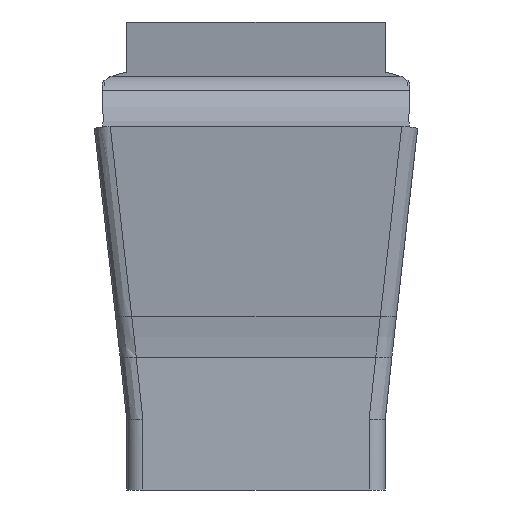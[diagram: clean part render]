
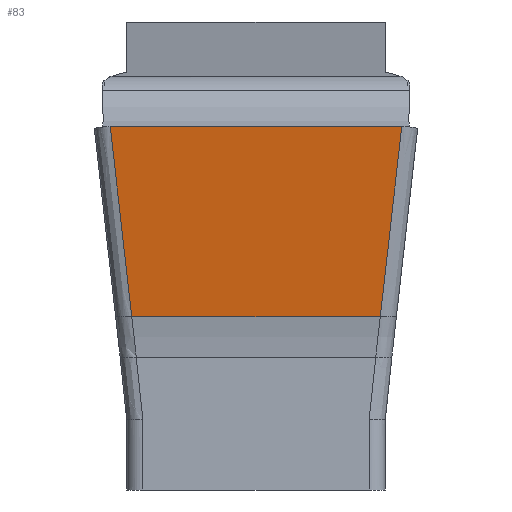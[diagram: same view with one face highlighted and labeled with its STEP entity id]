
A CAD part, front view. The second image highlights one B-rep face of the part: STEP entity #83.
In plain terms, the highlighted planar face has unit normal (0, -0.993, -0.122).
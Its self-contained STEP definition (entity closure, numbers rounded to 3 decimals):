
#83=ADVANCED_FACE('SIDE_FP_AN_SU1',(#149),#121,.T.);
#121=PLANE('',#900);
#149=FACE_OUTER_BOUND('',#195,.T.);
#195=EDGE_LOOP('',(#395,#396,#397,#398));
#262=B_SPLINE_CURVE_WITH_KNOTS('',3,(#1467,#1468,#1469,#1470),
 .UNSPECIFIED.,.F.,.F.,(4,4),(0.,1.),.UNSPECIFIED.);
#266=B_SPLINE_CURVE_WITH_KNOTS('',3,(#1528,#1529,#1530,#1531),
 .UNSPECIFIED.,.F.,.F.,(4,4),(0.,1.),.UNSPECIFIED.);
#395=ORIENTED_EDGE('',*,*,#701,.F.);
#396=ORIENTED_EDGE('',*,*,#700,.T.);
#397=ORIENTED_EDGE('',*,*,#702,.F.);
#398=ORIENTED_EDGE('',*,*,#696,.T.);
#599=VERTEX_POINT('',#1466);
#600=VERTEX_POINT('',#1471);
#601=VERTEX_POINT('',#1513);
#602=VERTEX_POINT('',#1527);
#696=EDGE_CURVE('',#600,#599,#262,.T.);
#700=EDGE_CURVE('',#601,#602,#266,.T.);
#701=EDGE_CURVE('',#601,#599,#777,.T.);
#702=EDGE_CURVE('',#600,#602,#778,.T.);
#777=LINE('',#1544,#825);
#778=LINE('',#1545,#826);
#825=VECTOR('',#1010,1.);
#826=VECTOR('',#1011,1.);
#900=AXIS2_PLACEMENT_3D('',#1546,#1012,#1013);
#1010=DIRECTION('',(1.,0.,0.));
#1011=DIRECTION('',(-1.,0.,0.));
#1012=DIRECTION('',(0.,-0.993,-0.122));
#1013=DIRECTION('',(-1.,0.,0.));
#1466=CARTESIAN_POINT('',(1.803,-12.389,0.));
#1467=CARTESIAN_POINT('',(1.538,-12.1,-2.351));
#1468=CARTESIAN_POINT('',(1.626,-12.196,-1.567));
#1469=CARTESIAN_POINT('',(1.715,-12.293,-0.784));
#1470=CARTESIAN_POINT('',(1.803,-12.389,0.));
#1471=CARTESIAN_POINT('',(1.538,-12.1,-2.351));
#1513=CARTESIAN_POINT('',(-1.803,-12.389,0.));
#1527=CARTESIAN_POINT('',(-1.538,-12.1,-2.351));
#1528=CARTESIAN_POINT('',(-1.803,-12.389,0.));
#1529=CARTESIAN_POINT('',(-1.715,-12.293,-0.784));
#1530=CARTESIAN_POINT('',(-1.626,-12.196,-1.567));
#1531=CARTESIAN_POINT('',(-1.538,-12.1,-2.351));
#1544=CARTESIAN_POINT('',(0.,-12.389,0.));
#1545=CARTESIAN_POINT('',(0.,-12.1,-2.351));
#1546=CARTESIAN_POINT('',(0.,-12.916,4.295));
